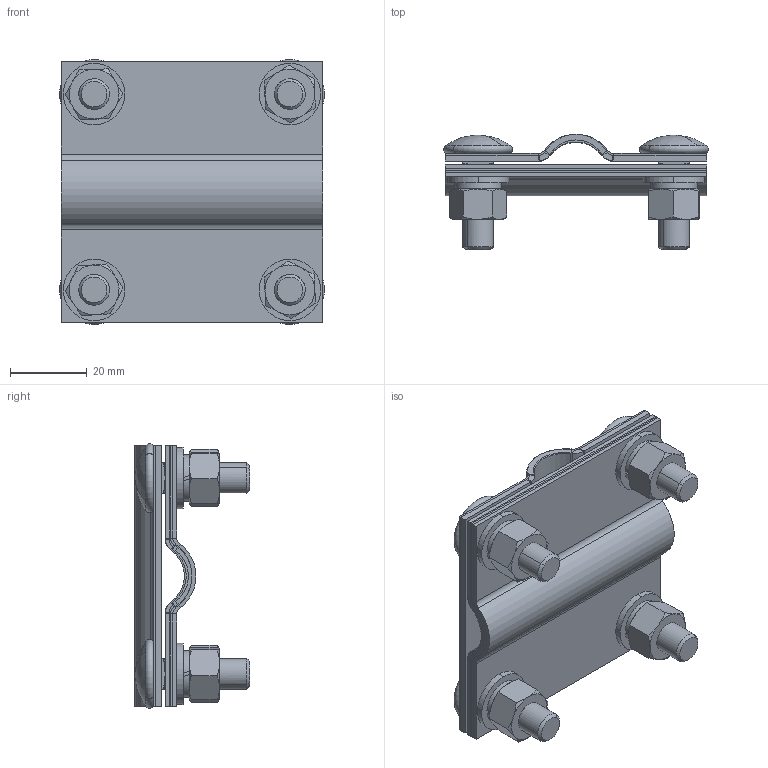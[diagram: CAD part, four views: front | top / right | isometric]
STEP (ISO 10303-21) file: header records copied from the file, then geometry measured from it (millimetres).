
FILE_DESCRIPTION (( 'STEP AP203' ), '1' );
FILE_NAME ('0105 Êðåñòîîáðàçíûé ñîåäèíèòåëü 4õÌ8õ25, äâå ïëàñòèíû.STEP', '2024-03-25T07:09:21', ( '' ), ( '' ), 'SwSTEP 2.0', 'SolidWorks 2022', '' );
FILE_SCHEMA (( 'CONFIG_CONTROL_DESIGN' ));
Length unit declared in the file: millimetre
Products named in the file (8): 0105.001-02 Пластина; hex nut gradec_iso_ISO - 4034 - M8 - N; 0105.001-01 Пластина; plain washer grade a_din_Washer DIN 125 - A 8.4; ГОСТ 6402-70_Шайба 8Л ГОСТ 6402-70; 0105.001 Пластина; 0105 Крестообразный соединитель 4хМ8х25, две пластины; square neck bolt 02_iso_ISO 8678-M8x25-19.5-N
Assembly tree (22 placements, depth 2):
  0105 Крестообразный соединитель 4хМ8х25, две пластины
    0105.001 Пластина  x2
    square neck bolt 02_iso_ISO 8678-M8x25-19.5-N  x4
    hex nut gradec_iso_ISO - 4034 - M8 - N  x4
    0105.001-01 Пластина  x2
    0105.001-02 Пластина  x2
    ГОСТ 6402-70_Шайба 8Л ГОСТ 6402-70  x4
    plain washer grade a_din_Washer DIN 125 - A 8.4  x4
Bounding box: 68.93 x 30 x 68.93 mm (x, y, z)
Volume: 63474.2 mm3; surface area: 69760.8 mm2
Topology: 22 solids, 22 shells, 540 faces, 1260 edges, 736 vertices
Faces by surface type: plane 272, cylinder 108, cone 92, bspline 32, torus 28, sphere 8
Entity records: 7019 total; most frequent: CARTESIAN_POINT 1386, DIRECTION 915, ORIENTED_EDGE 890, EDGE_CURVE 445, AXIS2_PLACEMENT_3D 317, VECTOR 281, LINE 281, VERTEX_POINT 268
